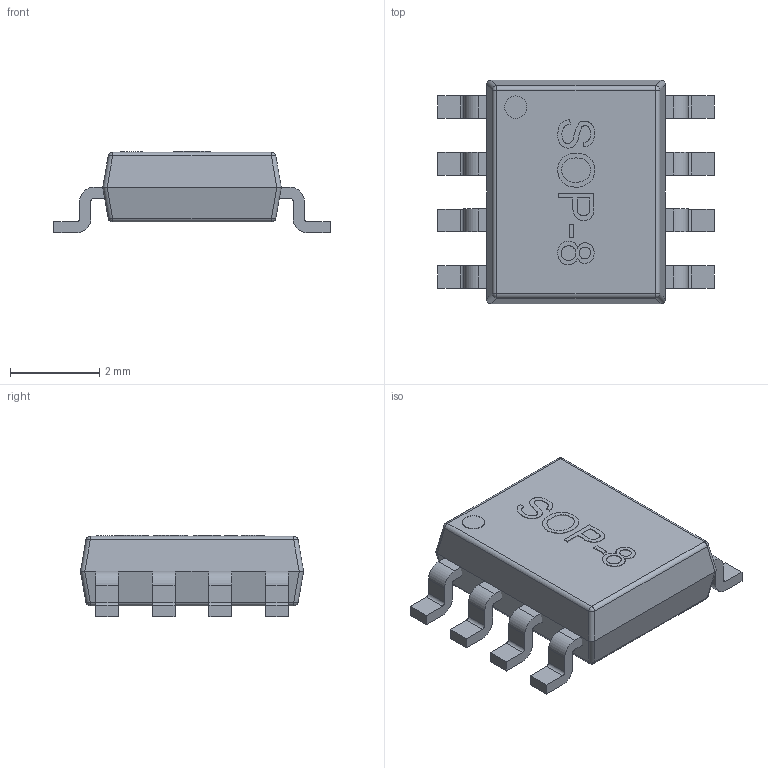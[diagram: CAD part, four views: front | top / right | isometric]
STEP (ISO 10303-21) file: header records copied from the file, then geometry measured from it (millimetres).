
FILE_DESCRIPTION(('HOOPS Exchange Step'),'2;1');
FILE_NAME('temp_export','2025-06-27T02:13:10-17:00',('Nhatkhongbuon'),('Shapr3D Limited'),'HOOPS Exchange 2024.8','Shapr3D','Authorized');
FILE_SCHEMA( ('AP242_MANAGED_MODEL_BASED_3D_ENGINEERING_MIM_LF {1 0 10303 442 1 1 4}') );
Length unit declared in the file: millimetre
Products named in the file (12): Body001; Body002; Pin001; Pin002; Pin003; Pin004; Pin005; Pin006; Pin007; Pin008; SOP-8_LM358.step; root
Assembly tree (11 placements, depth 3):
  root
    SOP-8_LM358.step
      Body001
      Body002
      Pin001
      Pin002
      Pin003
      Pin004
      Pin005
      Pin006
      Pin007
      Pin008
Bounding box: 6.2 x 5 x 1.83 mm (x, y, z)
Volume: 31.9 mm3; surface area: 145.1 mm2
Topology: 15 solids, 15 shells, 196 faces, 481 edges, 308 vertices
Faces by surface type: plane 117, cylinder 49, bspline 22, sphere 8
Full cylindrical faces by diameter (mm): 0.5 x1
Entity records: 7232 total; most frequent: CARTESIAN_POINT 2385, ORIENTED_EDGE 946, DIRECTION 925, EDGE_CURVE 473, VECTOR 329, LINE 329, VERTEX_POINT 308, AXIS2_PLACEMENT_3D 298
